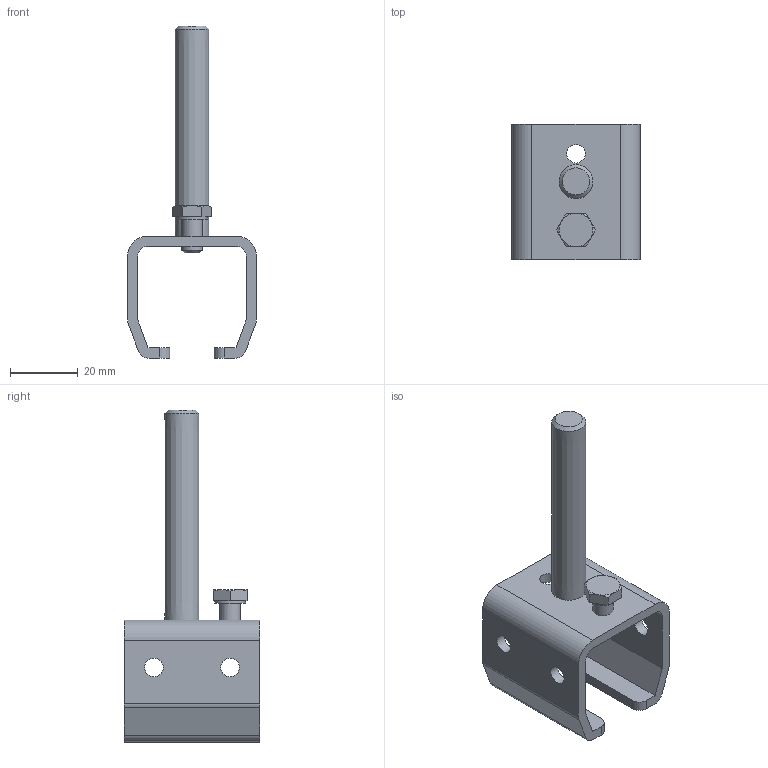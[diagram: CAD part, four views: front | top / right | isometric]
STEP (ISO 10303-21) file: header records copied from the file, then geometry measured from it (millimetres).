
FILE_DESCRIPTION(('STEP AP214'),'1');
FILE_NAME('PMH Upphängning 104.stp','2013-08-16T14:24:36',(' '),(' '),'Spatial InterOp 3D',' ',' ');
FILE_SCHEMA(('automotive_design'));
Length unit declared in the file: millimetre
Products named in the file (3): PMH Upphangning 104; NAUO2; NAUO1
Assembly tree (2 placements, depth 2):
  PMH Upphangning 104
    NAUO2
    NAUO1
Bounding box: 38 x 40 x 98 mm (x, y, z)
Volume: 18558 mm3; surface area: 12354.4 mm2
Topology: 2 solids, 2 shells, 58 faces, 155 edges, 104 vertices
Faces by surface type: plane 29, cylinder 20, cone 9
Full cylindrical faces by diameter (mm): 5.5 x5, 5.6 x1, 6 x1, 9.091 x1
Entity records: 2326 total; most frequent: CARTESIAN_POINT 365, DIRECTION 300, ORIENTED_EDGE 280, EDGE_CURVE 140, AXIS2_PLACEMENT_3D 111, VERTEX_POINT 100, EDGE_LOOP 84, LINE 78
